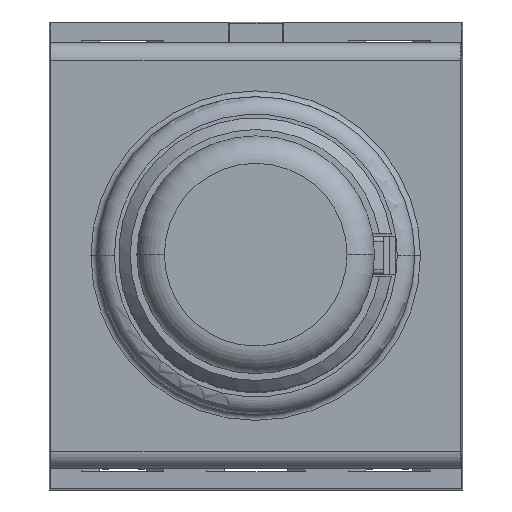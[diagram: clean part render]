
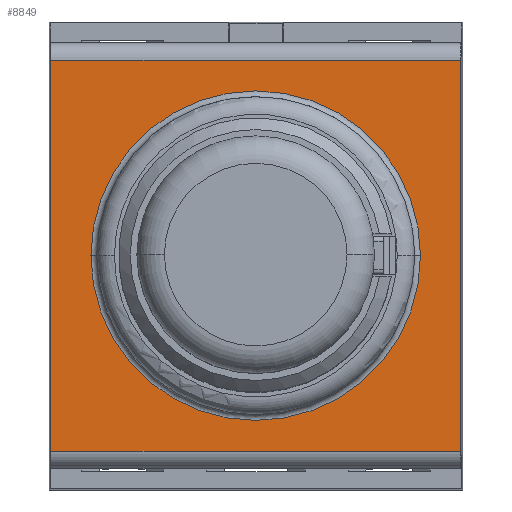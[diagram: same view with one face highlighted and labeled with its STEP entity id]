
A CAD part, top view. The second image highlights one B-rep face of the part: STEP entity #8849.
In plain terms, the highlighted planar face has unit normal (0, 0, 1).
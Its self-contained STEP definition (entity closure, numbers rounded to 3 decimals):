
#6491 = VERTEX_POINT('',#6492);
#6492 = CARTESIAN_POINT('',(-8.883,8.491,20.337));
#6523 = EDGE_CURVE('',#6491,#6524,#6526,.T.);
#6524 = VERTEX_POINT('',#6525);
#6525 = CARTESIAN_POINT('',(8.897,8.491,20.337));
#6526 = LINE('',#6527,#6528);
#6527 = CARTESIAN_POINT('',(-8.883,8.491,20.337));
#6528 = VECTOR('',#6529,1.);
#6529 = DIRECTION('',(1.,0.,0.));
#6709 = VERTEX_POINT('',#6710);
#6710 = CARTESIAN_POINT('',(8.897,-8.476,20.337));
#6740 = EDGE_CURVE('',#6709,#6741,#6743,.T.);
#6741 = VERTEX_POINT('',#6742);
#6742 = CARTESIAN_POINT('',(-8.883,-8.476,20.337)
  );
#6743 = LINE('',#6744,#6745);
#6744 = CARTESIAN_POINT('',(8.897,-8.476,20.337));
#6745 = VECTOR('',#6746,1.);
#6746 = DIRECTION('',(-1.,0.,0.));
#8839 = EDGE_CURVE('',#6491,#6741,#8840,.T.);
#8840 = LINE('',#8841,#8842);
#8841 = CARTESIAN_POINT('',(-8.883,8.491,20.337));
#8842 = VECTOR('',#8843,1.);
#8843 = DIRECTION('',(0.,-1.,0.));
#8849 = ADVANCED_FACE('',(#8850,#8861),#8881,.T.);
#8850 = FACE_BOUND('',#8851,.F.);
#8851 = EDGE_LOOP('',(#8852,#8853,#8854,#8855));
#8852 = ORIENTED_EDGE('',*,*,#6740,.T.);
#8853 = ORIENTED_EDGE('',*,*,#8839,.F.);
#8854 = ORIENTED_EDGE('',*,*,#6523,.T.);
#8855 = ORIENTED_EDGE('',*,*,#8856,.F.);
#8856 = EDGE_CURVE('',#6709,#6524,#8857,.T.);
#8857 = LINE('',#8858,#8859);
#8858 = CARTESIAN_POINT('',(8.897,-8.476,20.337));
#8859 = VECTOR('',#8860,1.);
#8860 = DIRECTION('',(0.,1.,0.));
#8861 = FACE_BOUND('',#8862,.F.);
#8862 = EDGE_LOOP('',(#8863,#8874));
#8863 = ORIENTED_EDGE('',*,*,#8864,.T.);
#8864 = EDGE_CURVE('',#8865,#8867,#8869,.T.);
#8865 = VERTEX_POINT('',#8866);
#8866 = CARTESIAN_POINT('',(-7.143,0.008,
    20.337));
#8867 = VERTEX_POINT('',#8868);
#8868 = CARTESIAN_POINT('',(7.157,0.008,
    20.337));
#8869 = CIRCLE('',#8870,7.15);
#8870 = AXIS2_PLACEMENT_3D('',#8871,#8872,#8873);
#8871 = CARTESIAN_POINT('',(0.007,0.008,
    20.337));
#8872 = DIRECTION('',(0.,0.,1.));
#8873 = DIRECTION('',(-1.,0.,0.));
#8874 = ORIENTED_EDGE('',*,*,#8875,.T.);
#8875 = EDGE_CURVE('',#8867,#8865,#8876,.T.);
#8876 = CIRCLE('',#8877,7.15);
#8877 = AXIS2_PLACEMENT_3D('',#8878,#8879,#8880);
#8878 = CARTESIAN_POINT('',(0.007,0.008,
    20.337));
#8879 = DIRECTION('',(0.,0.,1.));
#8880 = DIRECTION('',(1.,0.,0.));
#8881 = PLANE('',#8882);
#8882 = AXIS2_PLACEMENT_3D('',#8883,#8884,#8885);
#8883 = CARTESIAN_POINT('',(0.007,0.008,
    20.337));
#8884 = DIRECTION('',(0.,0.,1.));
#8885 = DIRECTION('',(1.,0.,0.));
